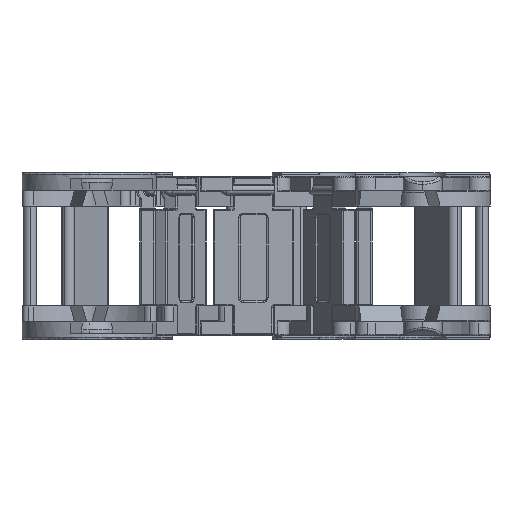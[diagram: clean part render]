
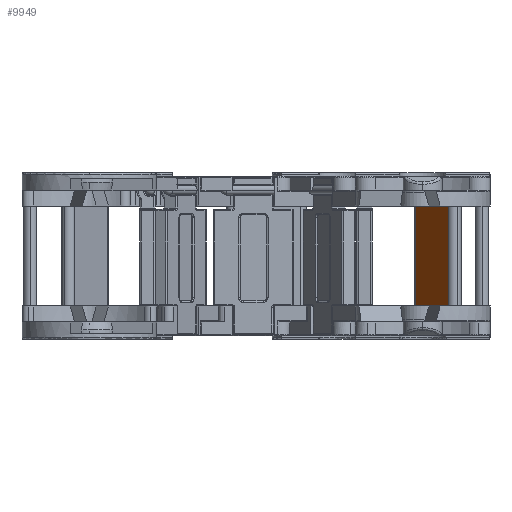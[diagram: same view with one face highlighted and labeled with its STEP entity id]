
A CAD part, left-side view. The second image highlights one B-rep face of the part: STEP entity #9949.
In plain terms, the highlighted face is planar.
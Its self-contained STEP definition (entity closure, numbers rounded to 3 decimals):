
#540 = EDGE_CURVE ( 'NONE', #2971, #13961, #5411, .T. ) ;
#699 = LINE ( 'NONE', #2875, #16846 ) ;
#1436 = ORIENTED_EDGE ( 'NONE', *, *, #17742, .F. ) ;
#1955 = DIRECTION ( 'NONE',  ( 1., 0., 0. ) ) ;
#2875 = CARTESIAN_POINT ( 'NONE',  ( -42.408, -3.369, 37.505 ) ) ;
#2971 = VERTEX_POINT ( 'NONE', #7006 ) ;
#5367 = FACE_OUTER_BOUND ( 'NONE', #12318, .T. ) ;
#5411 = LINE ( 'NONE', #8687, #19654 ) ;
#5865 = DIRECTION ( 'NONE',  ( 1., 0., 0. ) ) ;
#7006 = CARTESIAN_POINT ( 'NONE',  ( -31.408, -3.369, 52.505 ) ) ;
#7813 = CARTESIAN_POINT ( 'NONE',  ( -41.408, -3.369, 37.505 ) ) ;
#7899 = EDGE_CURVE ( 'NONE', #19891, #8187, #17098, .T. ) ;
#8187 = VERTEX_POINT ( 'NONE', #9939 ) ;
#8667 = LINE ( 'NONE', #16076, #10791 ) ;
#8687 = CARTESIAN_POINT ( 'NONE',  ( -31.408, -3.369, 37.505 ) ) ;
#9239 = DIRECTION ( 'NONE',  ( 0., -1., 0. ) ) ;
#9629 = VECTOR ( 'NONE', #15665, 1000. ) ;
#9871 = ORIENTED_EDGE ( 'NONE', *, *, #10892, .T. ) ;
#9939 = CARTESIAN_POINT ( 'NONE',  ( -41.408, -3.369, 52.505 ) ) ;
#9949 = ADVANCED_FACE ( 'NONE', ( #5367 ), #12348, .F. ) ;
#10770 = DIRECTION ( 'NONE',  ( 1., 0., 0. ) ) ;
#10791 = VECTOR ( 'NONE', #1955, 1000. ) ;
#10892 = EDGE_CURVE ( 'NONE', #8187, #2971, #8667, .T. ) ;
#11349 = ORIENTED_EDGE ( 'NONE', *, *, #540, .T. ) ;
#11497 = DIRECTION ( 'NONE',  ( 0., 0., -1. ) ) ;
#12101 = ORIENTED_EDGE ( 'NONE', *, *, #7899, .T. ) ;
#12318 = EDGE_LOOP ( 'NONE', ( #1436, #12101, #9871, #11349 ) ) ;
#12348 = PLANE ( 'NONE',  #15134 ) ;
#12461 = CARTESIAN_POINT ( 'NONE',  ( -41.408, -3.369, 52.505 ) ) ;
#13961 = VERTEX_POINT ( 'NONE', #14347 ) ;
#14347 = CARTESIAN_POINT ( 'NONE',  ( -31.408, -3.369, 37.505 ) ) ;
#15134 = AXIS2_PLACEMENT_3D ( 'NONE', #18706, #9239, #10770 ) ;
#15665 = DIRECTION ( 'NONE',  ( 0., 0., 1. ) ) ;
#16076 = CARTESIAN_POINT ( 'NONE',  ( -42.408, -3.369, 52.505 ) ) ;
#16846 = VECTOR ( 'NONE', #5865, 1000. ) ;
#17098 = LINE ( 'NONE', #12461, #9629 ) ;
#17742 = EDGE_CURVE ( 'NONE', #19891, #13961, #699, .T. ) ;
#18706 = CARTESIAN_POINT ( 'NONE',  ( -42.408, -3.369, 52.505 ) ) ;
#19654 = VECTOR ( 'NONE', #11497, 1000. ) ;
#19891 = VERTEX_POINT ( 'NONE', #7813 ) ;
